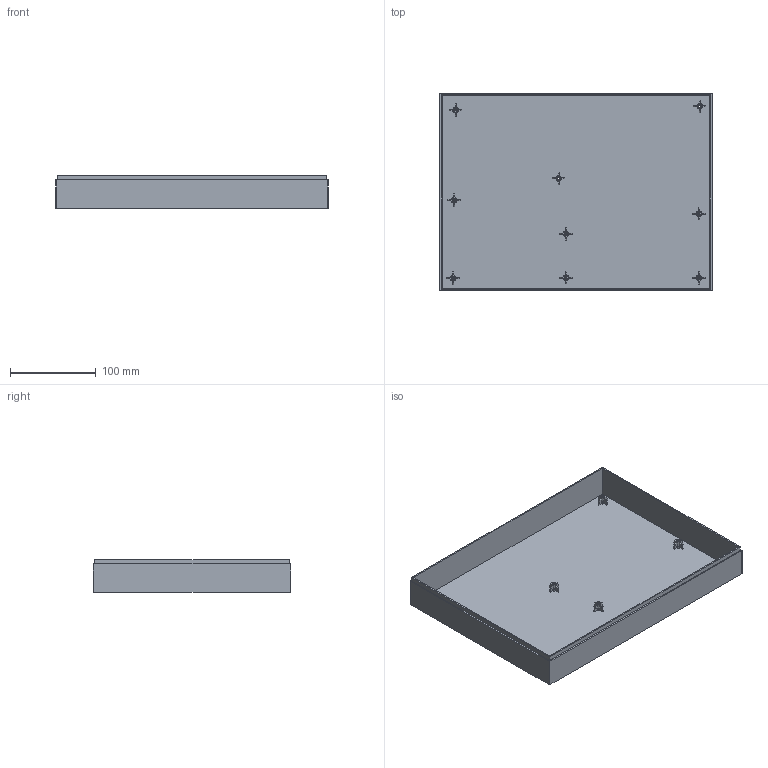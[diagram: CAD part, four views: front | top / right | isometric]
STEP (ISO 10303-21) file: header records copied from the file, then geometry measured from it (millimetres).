
FILE_DESCRIPTION(('Designed by EasyEDA Pro'),'2;1');
FILE_NAME('Open CASCADE Shape Model','2025-05-02T09:02:07',('Author'),( 'Open CASCADE'),'Open CASCADE STEP processor 7.8','Open CASCADE 7.8' ,'Unknown');
FILE_SCHEMA(('AUTOMOTIVE_DESIGN { 1 0 10303 214 1 1 1 1 }'));
Length unit declared in the file: millimetre
Products named in the file (1): Open CASCADE STEP translator 7.8 2
Bounding box: 318.11 x 230.74 x 38.33 mm (x, y, z)
Volume: 227376.3 mm3; surface area: 231881.2 mm2
Topology: 1 solids, 1 shells, 369 faces, 1041 edges, 694 vertices
Faces by surface type: bspline 369
Entity records: 24039 total; most frequent: CARTESIAN_POINT 10784, B_SPLINE_CURVE_WITH_KNOTS 2727, ORIENTED_EDGE 2082, PCURVE 2082, DEFINITIONAL_REPRESENTATION 2082, EDGE_CURVE 1041, SURFACE_CURVE 1014, VERTEX_POINT 694
